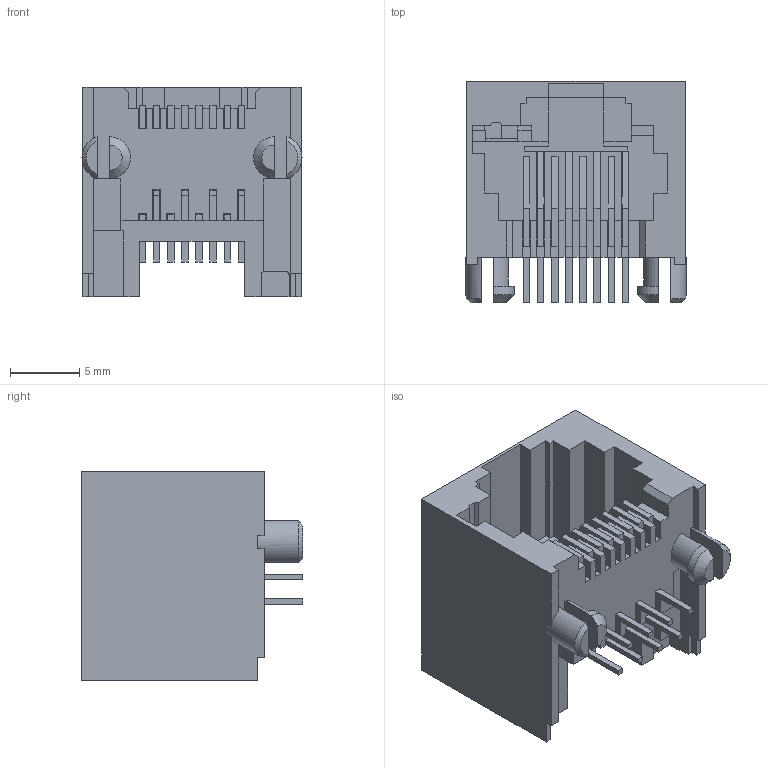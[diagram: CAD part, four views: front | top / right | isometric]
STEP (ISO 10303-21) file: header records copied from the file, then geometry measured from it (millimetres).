
FILE_DESCRIPTION((''),'2;1');
FILE_NAME('446200001','2008-01-24T',('gga'),(''),'PRO/ENGINEER BY PARAMETRIC TECHNOLOGY CORPORATION, 2003451','PRO/ENGINEER BY PARAMETRIC TECHNOLOGY CORPORATION, 2003451','');
FILE_SCHEMA(('CONFIG_CONTROL_DESIGN'));
Length unit declared in the file: inch
Products named in the file (1): 446200001
Bounding box: 15.88 x 16 x 15.11 mm (x, y, z)
Volume: 1653.1 mm3; surface area: 2388.7 mm2
Topology: 1 solids, 1 shells, 431 faces, 1283 edges, 852 vertices
Faces by surface type: plane 419, cylinder 8, cone 4
Entity records: 14273 total; most frequent: CARTESIAN_POINT 2567, ORIENTED_EDGE 2526, DIRECTION 2192, EDGE_CURVE 1263, VECTOR 1230, LINE 1230, VERTEX_POINT 832, AXIS2_PLACEMENT_3D 481
